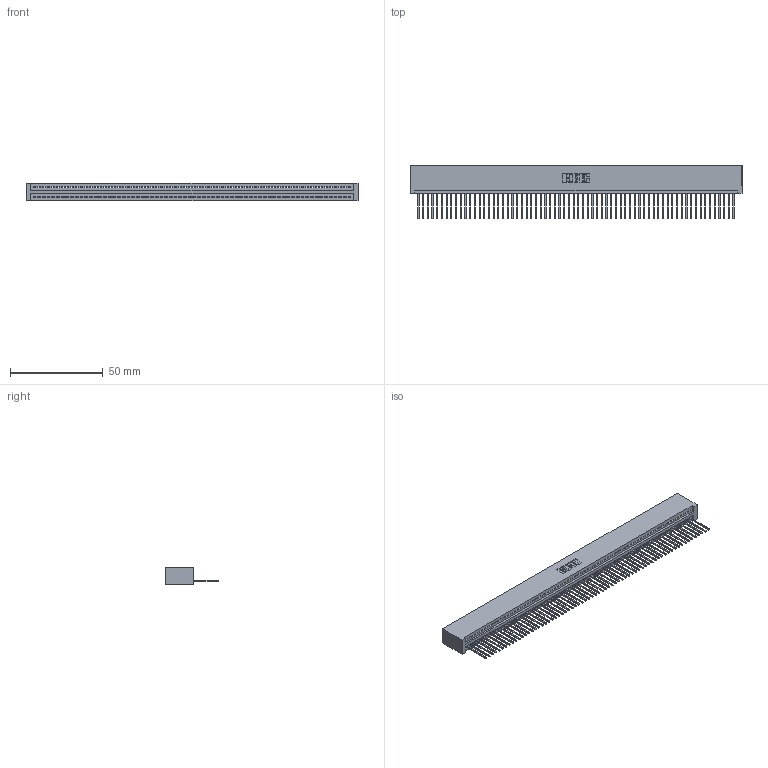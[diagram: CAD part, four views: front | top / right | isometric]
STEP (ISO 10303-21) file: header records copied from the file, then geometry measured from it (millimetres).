
FILE_DESCRIPTION (( 'STEP AP203' ), '1' );
FILE_NAME ('345-068-540-101.STEP', '2019-10-12T06:09:55', ( '' ), ( '' ), 'SwSTEP 2.0', 'SolidWorks 2016', '' );
FILE_SCHEMA (( 'CONFIG_CONTROL_DESIGN' ));
Length unit declared in the file: inch
Products named in the file (3): 345 Part_No Mounting Lugs; 345-292-001_345-293-140; 345-068-540-101
Assembly tree (69 placements, depth 2):
  345-068-540-101
    345 Part_No Mounting Lugs
    345-292-001_345-293-140  x68
Bounding box: 179.32 x 29.13 x 9.4 mm (x, y, z)
Volume: 17921.8 mm3; surface area: 25022.5 mm2
Topology: 69 solids, 69 shells, 4062 faces, 12285 edges, 8098 vertices
Faces by surface type: plane 2796, cylinder 1266
Entity records: 47419 total; most frequent: ORIENTED_EDGE 8222, CARTESIAN_POINT 8220, DIRECTION 7135, EDGE_CURVE 4111, VECTOR 3715, LINE 3715, VERTEX_POINT 2738, AXIS2_PLACEMENT_3D 1710
